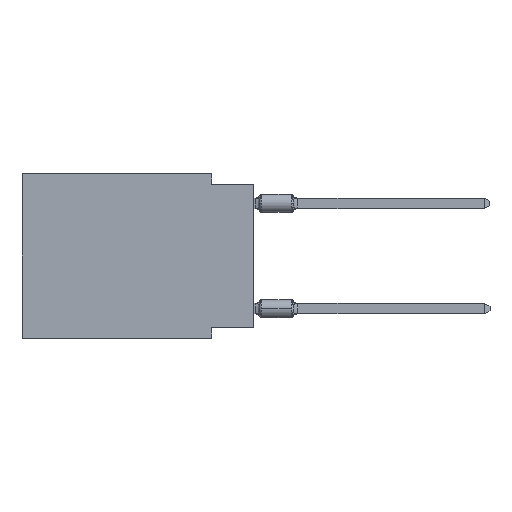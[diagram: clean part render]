
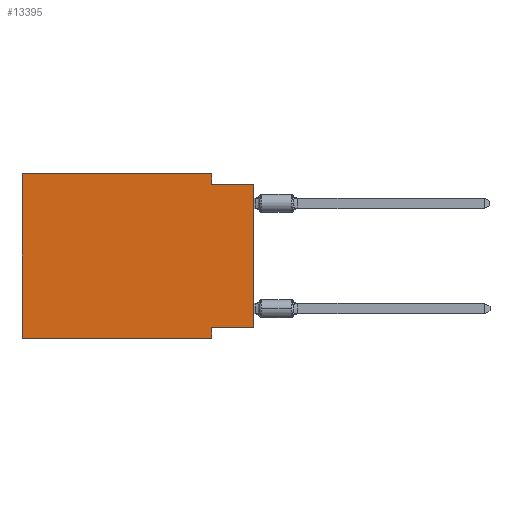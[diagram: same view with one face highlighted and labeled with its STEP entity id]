
A CAD part, left-side view. The second image highlights one B-rep face of the part: STEP entity #13395.
In plain terms, the highlighted planar face has unit normal (-1, 0, 0).
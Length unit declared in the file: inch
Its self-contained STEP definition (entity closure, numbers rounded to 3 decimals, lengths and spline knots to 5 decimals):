
#302 = LINE ( 'NONE', #8608, #16133 ) ;
#1123 = LINE ( 'NONE', #11348, #26940 ) ;
#1310 = VECTOR ( 'NONE', #15817, 39.37008 ) ;
#1408 = VERTEX_POINT ( 'NONE', #18317 ) ;
#1898 = VECTOR ( 'NONE', #11282, 39.37008 ) ;
#2077 = VECTOR ( 'NONE', #25807, 39.37008 ) ;
#2650 = EDGE_CURVE ( 'NONE', #25492, #7967, #302, .T. ) ;
#2823 = DIRECTION ( 'NONE',  ( 0., 0., -1. ) ) ;
#2839 = DIRECTION ( 'NONE',  ( 0., 0., -1. ) ) ;
#3005 = VERTEX_POINT ( 'NONE', #5623 ) ;
#3741 = EDGE_LOOP ( 'NONE', ( #14768, #22518, #15157, #15844, #7445, #4650, #13158, #14663 ) ) ;
#4491 = VECTOR ( 'NONE', #2839, 39.37008 ) ;
#4650 = ORIENTED_EDGE ( 'NONE', *, *, #14048, .T. ) ;
#5251 = EDGE_CURVE ( 'NONE', #9132, #7425, #15111, .T. ) ;
#5405 = EDGE_CURVE ( 'NONE', #1408, #9132, #15664, .T. ) ;
#5623 = CARTESIAN_POINT ( 'NONE',  ( 0., 0., -0.025 ) ) ;
#5791 = PLANE ( 'NONE',  #16952 ) ;
#6292 = DIRECTION ( 'NONE',  ( 0., 1., 0. ) ) ;
#6650 = CARTESIAN_POINT ( 'NONE',  ( 0., 0.1, 0. ) ) ;
#7116 = VERTEX_POINT ( 'NONE', #10154 ) ;
#7425 = VERTEX_POINT ( 'NONE', #19683 ) ;
#7445 = ORIENTED_EDGE ( 'NONE', *, *, #18114, .F. ) ;
#7967 = VERTEX_POINT ( 'NONE', #21382 ) ;
#8608 = CARTESIAN_POINT ( 'NONE',  ( 0., 0., -0.365 ) ) ;
#8844 = LINE ( 'NONE', #15414, #2077 ) ;
#8882 = DIRECTION ( 'NONE',  ( 0., -1., 0. ) ) ;
#9132 = VERTEX_POINT ( 'NONE', #10326 ) ;
#10078 = EDGE_CURVE ( 'NONE', #25492, #3005, #8844, .T. ) ;
#10154 = CARTESIAN_POINT ( 'NONE',  ( 0., 0.1, -0.39 ) ) ;
#10326 = CARTESIAN_POINT ( 'NONE',  ( 0., 0.1, 0. ) ) ;
#11282 = DIRECTION ( 'NONE',  ( 0., -1., 0. ) ) ;
#11348 = CARTESIAN_POINT ( 'NONE',  ( 0., 0., -0.025 ) ) ;
#11908 = DIRECTION ( 'NONE',  ( 1., 0., 0. ) ) ;
#12909 = EDGE_CURVE ( 'NONE', #7967, #7116, #13767, .T. ) ;
#13158 = ORIENTED_EDGE ( 'NONE', *, *, #12909, .F. ) ;
#13337 = CARTESIAN_POINT ( 'NONE',  ( 0., 0.55, 0. ) ) ;
#13395 = ADVANCED_FACE ( 'NONE', ( #25758 ), #5791, .F. ) ;
#13493 = CARTESIAN_POINT ( 'NONE',  ( 0., 0.1, -0.39 ) ) ;
#13767 = LINE ( 'NONE', #13493, #1310 ) ;
#14048 = EDGE_CURVE ( 'NONE', #26775, #7116, #19064, .T. ) ;
#14663 = ORIENTED_EDGE ( 'NONE', *, *, #2650, .F. ) ;
#14768 = ORIENTED_EDGE ( 'NONE', *, *, #10078, .T. ) ;
#15111 = LINE ( 'NONE', #6650, #4491 ) ;
#15157 = ORIENTED_EDGE ( 'NONE', *, *, #5251, .F. ) ;
#15308 = DIRECTION ( 'NONE',  ( 0., 0., 1. ) ) ;
#15414 = CARTESIAN_POINT ( 'NONE',  ( 0., 0., 0. ) ) ;
#15664 = LINE ( 'NONE', #13337, #1898 ) ;
#15817 = DIRECTION ( 'NONE',  ( 0., 0., -1. ) ) ;
#15844 = ORIENTED_EDGE ( 'NONE', *, *, #5405, .F. ) ;
#16007 = CARTESIAN_POINT ( 'NONE',  ( 0., 0.55, -0.39 ) ) ;
#16133 = VECTOR ( 'NONE', #6292, 39.37008 ) ;
#16952 = AXIS2_PLACEMENT_3D ( 'NONE', #17664, #11908, #2823 ) ;
#17298 = CARTESIAN_POINT ( 'NONE',  ( 0., 0.55, -0.39 ) ) ;
#17664 = CARTESIAN_POINT ( 'NONE',  ( 0., 0.55, 0. ) ) ;
#18114 = EDGE_CURVE ( 'NONE', #26775, #1408, #19924, .T. ) ;
#18317 = CARTESIAN_POINT ( 'NONE',  ( 0., 0.55, 0. ) ) ;
#19064 = LINE ( 'NONE', #17298, #23504 ) ;
#19683 = CARTESIAN_POINT ( 'NONE',  ( 0., 0.1, -0.025 ) ) ;
#19924 = LINE ( 'NONE', #23767, #21500 ) ;
#21007 = DIRECTION ( 'NONE',  ( 0., -1., 0. ) ) ;
#21382 = CARTESIAN_POINT ( 'NONE',  ( 0., 0.1, -0.365 ) ) ;
#21500 = VECTOR ( 'NONE', #15308, 39.37008 ) ;
#22518 = ORIENTED_EDGE ( 'NONE', *, *, #23698, .F. ) ;
#23504 = VECTOR ( 'NONE', #21007, 39.37008 ) ;
#23698 = EDGE_CURVE ( 'NONE', #7425, #3005, #1123, .T. ) ;
#23767 = CARTESIAN_POINT ( 'NONE',  ( 0., 0.55, 0. ) ) ;
#24454 = CARTESIAN_POINT ( 'NONE',  ( 0., 0., -0.365 ) ) ;
#25492 = VERTEX_POINT ( 'NONE', #24454 ) ;
#25758 = FACE_OUTER_BOUND ( 'NONE', #3741, .T. ) ;
#25807 = DIRECTION ( 'NONE',  ( 0., 0., 1. ) ) ;
#26775 = VERTEX_POINT ( 'NONE', #16007 ) ;
#26940 = VECTOR ( 'NONE', #8882, 39.37008 ) ;
